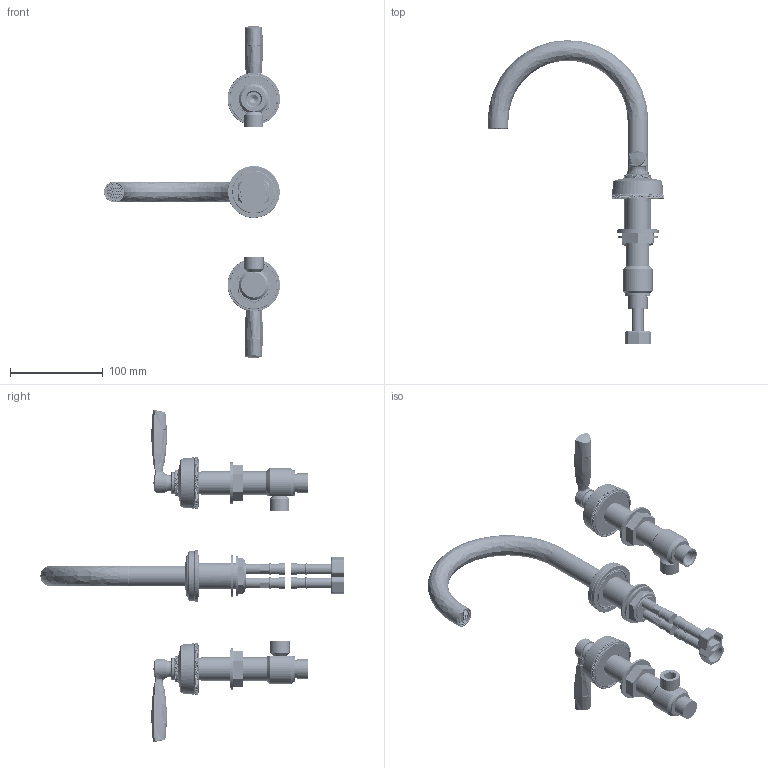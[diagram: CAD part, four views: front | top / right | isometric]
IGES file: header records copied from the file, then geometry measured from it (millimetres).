
Global section: file name: T11K14-LB; native system: Autodesk Inventor 2024; preprocessor: unknown; author: kwhieldon; date: 20240322.152533; units: millimetre
Bounding box: 189.21 x 326.25 x 357 mm (x, y, z)
Volume: 410960.9 mm3; surface area: 193111.9 mm2
Topology: 52 solids, 52 shells, 14987 faces, 33542 edges, 18779 vertices
Faces by surface type: bspline 14987
